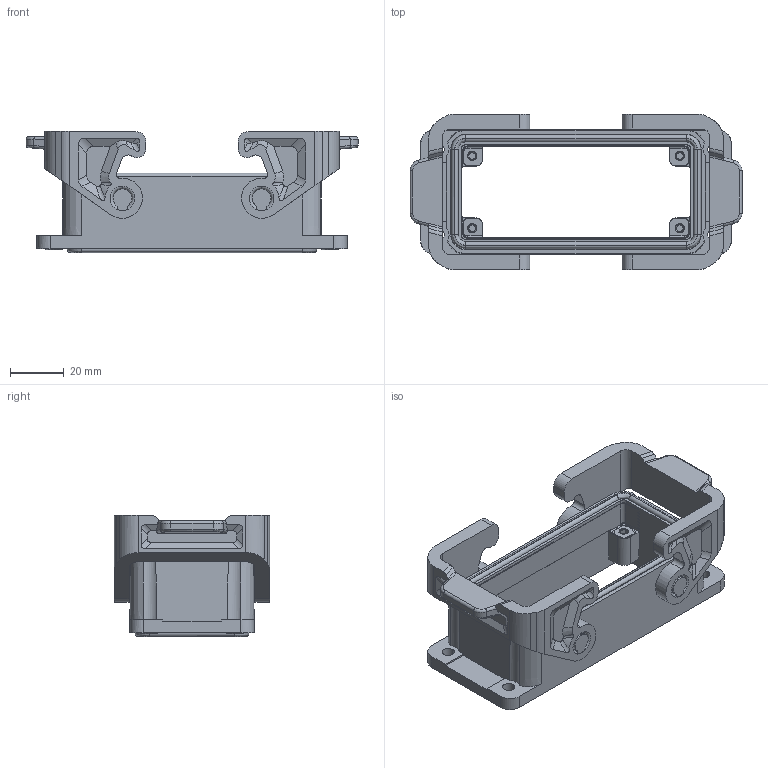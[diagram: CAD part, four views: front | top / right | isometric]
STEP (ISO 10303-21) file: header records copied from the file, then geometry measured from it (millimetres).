
FILE_DESCRIPTION(('Creo Elements/Direct Modeling STEP Export'),'2;1');
FILE_NAME('37jbk2e5h17qcp65308','2022-02-02T15:41:38',(''),(''),'Creo Elements/Direct Modeling STEP processor for AP214 (Solid Model)','Creo Elements/Direct Modeling 20.1B 02-Apr-2019 (C) Parametric Technology GmbH','');
FILE_SCHEMA(('AUTOMOTIVE_DESIGN { 1 0 10303 214 1 1 1 1 }'));
Products named in the file (2): 53622; THIH_16
Assembly tree (1 placements, depth 2):
  THIH_16
    53622
Bounding box: 124 x 58 x 45.25 mm (x, y, z)
Volume: 70539.3 mm3; surface area: 41342.4 mm2
Topology: 1 solids, 8 shells, 923 faces, 2640 edges, 1693 vertices
Faces by surface type: plane 472, cylinder 265, cone 76, bspline 66, torus 44
Entity records: 50986 total; most frequent: CARTESIAN_POINT 22786, ORIENTED_EDGE 5280, DIRECTION 3927, EDGE_CURVE 2640, VERTEX_POINT 1693, AXIS2_PLACEMENT_3D 1333, VECTOR 1261, LINE 1261
